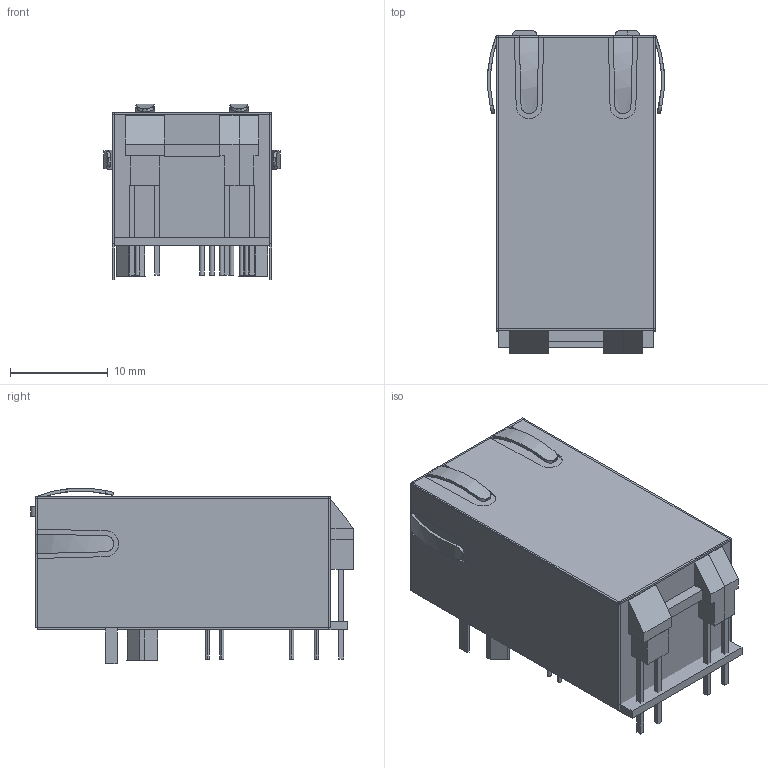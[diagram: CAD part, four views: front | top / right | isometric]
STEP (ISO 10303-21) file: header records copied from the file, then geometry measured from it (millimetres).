
FILE_DESCRIPTION((''),'2;1');
FILE_NAME('BELFUSE_0826-1X1T-GJ-F.stp','2012-11-06T15:55:36',(''),(''),'Mechanical Desktop 2011','Mechanical Desktop 2011',', , ');
FILE_SCHEMA(('AUTOMOTIVE_DESIGN { 1 2 10303 214 1 1 1 1 }'));
Length unit declared in the file: millimetre
Products named in the file (1): Product
Bounding box: 18.09 x 33 x 17.97 mm (x, y, z)
Volume: 5781.2 mm3; surface area: 6902.7 mm2
Topology: 51 solids, 51 shells, 362 faces, 787 edges, 538 vertices
Faces by surface type: plane 257, bspline 59, cylinder 46
Entity records: 10004 total; most frequent: CARTESIAN_POINT 2095, ORIENTED_EDGE 1554, DIRECTION 1479, EDGE_CURVE 777, VECTOR 671, LINE 671, VERTEX_POINT 518, AXIS2_PLACEMENT_3D 404
